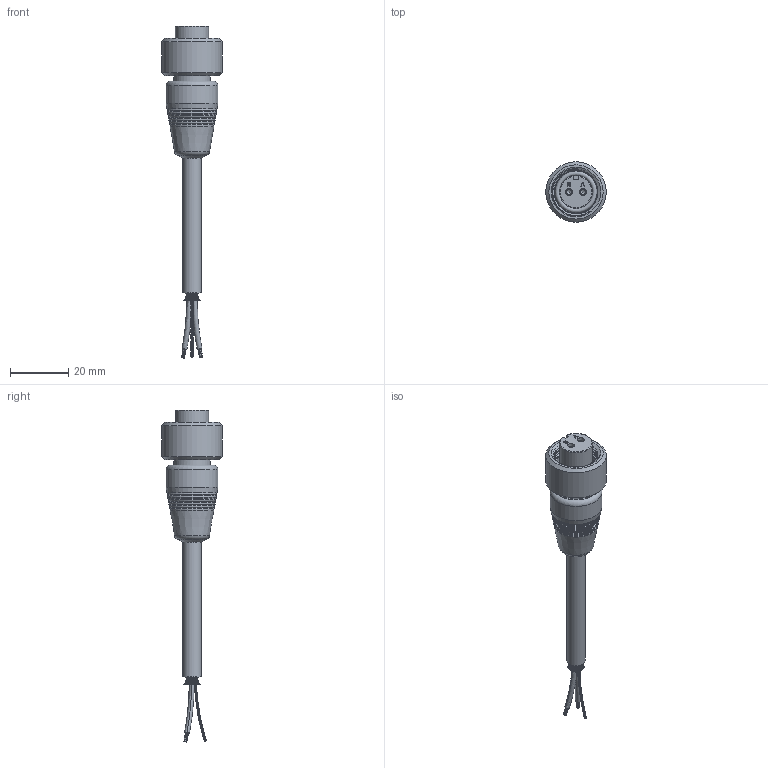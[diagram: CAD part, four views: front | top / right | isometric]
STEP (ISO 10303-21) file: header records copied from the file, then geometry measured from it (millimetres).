
FILE_DESCRIPTION(/* description */ (''),/* implementation_level */ '2;1');
FILE_NAME(/* name */ 'A2R.stp',/* time_stamp */ '2017-04-28T16:59:45-04:00',/* author */ ('aneininger'),/* organization */ (''),/* preprocessor_version */ 'ST-DEVELOPER v16.5',/* originating_system */ 'Autodesk Inventor 2017',/* authorisation */ '');
FILE_SCHEMA (('AUTOMOTIVE_DESIGN { 1 0 10303 214 3 1 1 }'));
Products named in the file (1): A2R
Bounding box: 20.65 x 20.65 x 113.54 mm (x, y, z)
Volume: 10312.1 mm3; surface area: 6143.8 mm2
Topology: 1 solids, 1 shells, 780 faces, 2557 edges, 1555 vertices
Faces by surface type: bspline 400, plane 258, cylinder 80, cone 21, torus 21
Full cylindrical faces by diameter (mm): 0.127 x19, 0.203 x38, 1.727 x2, 2.286 x2, 3.353 x1, 3.988 x1, 4.115 x1, 4.142 x1, 4.267 x1, 6.223 x1, 12.649 x1, 12.827 x1, 14.605 x1, 15.875 x1, 17.78 x1, 20.65 x1
Entity records: 46617 total; most frequent: CARTESIAN_POINT 25296, ORIENTED_EDGE 4784, DIRECTION 4161, EDGE_CURVE 2388, AXIS2_PLACEMENT_3D 2037, CIRCLE 1586, VERTEX_POINT 1499, EDGE_LOOP 970
